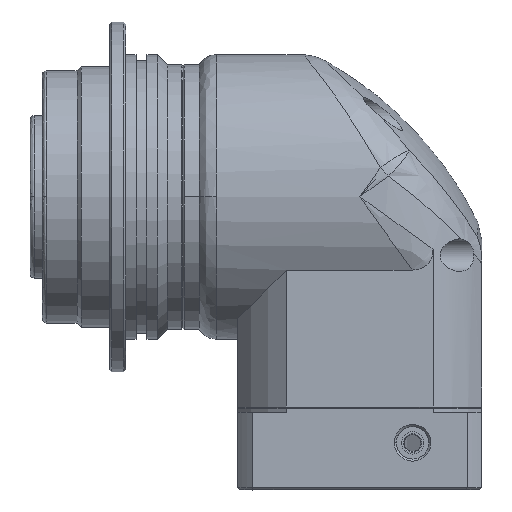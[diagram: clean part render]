
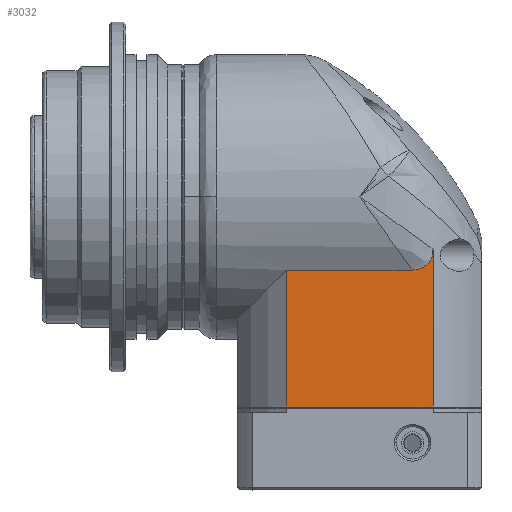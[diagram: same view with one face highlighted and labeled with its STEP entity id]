
A CAD part, top view. The second image highlights one B-rep face of the part: STEP entity #3032.
In plain terms, the highlighted planar face has unit normal (0, 0, 1).
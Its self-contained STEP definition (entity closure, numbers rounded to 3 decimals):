
#193 = EDGE_CURVE ( 'NONE', #13917, #21215, #21486, .T. ) ;
#686 = ORIENTED_EDGE ( 'NONE', *, *, #23152, .T. ) ;
#792 = FACE_OUTER_BOUND ( 'NONE', #17121, .T. ) ;
#1513 = CARTESIAN_POINT ( 'NONE',  ( 27.278, -38.45, 60. ) ) ;
#1574 = DIRECTION ( 'NONE',  ( 1., 0., 0. ) ) ;
#1604 = CARTESIAN_POINT ( 'NONE',  ( -39.25, -4.778, 60. ) ) ;
#1882 = LINE ( 'NONE', #13740, #7018 ) ;
#2026 = EDGE_CURVE ( 'NONE', #10821, #9275, #18365, .T. ) ;
#2708 = EDGE_CURVE ( 'NONE', #21215, #9275, #6357, .T. ) ;
#3032 = ADVANCED_FACE ( 'NONE', ( #792 ), #15176, .T. ) ;
#3233 = ORIENTED_EDGE ( 'NONE', *, *, #2026, .F. ) ;
#3516 = DIRECTION ( 'NONE',  ( 0., -1., 0. ) ) ;
#3590 = CARTESIAN_POINT ( 'NONE',  ( -8.778, -4.29, 60. ) ) ;
#6262 = CARTESIAN_POINT ( 'NONE',  ( 22.127, -4.778, 60. ) ) ;
#6357 = B_SPLINE_CURVE_WITH_KNOTS ( 'NONE', 3,
 ( #8845, #8680, #8615, #8591, #8557, #8473, #8423, #8194, #8172, #8115, #8093, #8056, #8002, #7841, #7775, #7661 ),
 .UNSPECIFIED., .F., .F.,
 ( 4, 2, 2, 2, 2, 2, 2, 4 ),
 ( 0., 0.002, 0.003, 0.004, 0.005, 0.006, 0.007, 0.008 ),
 .UNSPECIFIED. ) ;
#7018 = VECTOR ( 'NONE', #9904, 1000. ) ;
#7661 = CARTESIAN_POINT ( 'NONE',  ( 22.127, -4.778, 60. ) ) ;
#7775 = CARTESIAN_POINT ( 'NONE',  ( 22.473, -4.778, 60. ) ) ;
#7841 = CARTESIAN_POINT ( 'NONE',  ( 22.816, -4.755, 60. ) ) ;
#7904 = DIRECTION ( 'NONE',  ( 0., 1., 0. ) ) ;
#7926 = CARTESIAN_POINT ( 'NONE',  ( 27.278, -4.29, 60. ) ) ;
#8002 = CARTESIAN_POINT ( 'NONE',  ( 23.495, -4.654, 60. ) ) ;
#8056 = CARTESIAN_POINT ( 'NONE',  ( 23.834, -4.575, 60. ) ) ;
#8093 = CARTESIAN_POINT ( 'NONE',  ( 24.486, -4.353, 60. ) ) ;
#8115 = CARTESIAN_POINT ( 'NONE',  ( 24.798, -4.211, 60. ) ) ;
#8172 = CARTESIAN_POINT ( 'NONE',  ( 25.391, -3.851, 60. ) ) ;
#8194 = CARTESIAN_POINT ( 'NONE',  ( 25.661, -3.64, 60. ) ) ;
#8423 = CARTESIAN_POINT ( 'NONE',  ( 26.143, -3.155, 60. ) ) ;
#8473 = CARTESIAN_POINT ( 'NONE',  ( 26.358, -2.877, 60. ) ) ;
#8557 = CARTESIAN_POINT ( 'NONE',  ( 26.711, -2.29, 60. ) ) ;
#8591 = CARTESIAN_POINT ( 'NONE',  ( 26.854, -1.978, 60. ) ) ;
#8615 = CARTESIAN_POINT ( 'NONE',  ( 27.188, -0.994, 60. ) ) ;
#8680 = CARTESIAN_POINT ( 'NONE',  ( 27.277, -0.318, 60. ) ) ;
#8845 = CARTESIAN_POINT ( 'NONE',  ( 27.278, 0.373, 60. ) ) ;
#9275 = VERTEX_POINT ( 'NONE', #6262 ) ;
#9904 = DIRECTION ( 'NONE',  ( 1., 0., 0. ) ) ;
#10123 = EDGE_CURVE ( 'NONE', #10821, #23467, #17007, .T. ) ;
#10821 = VERTEX_POINT ( 'NONE', #18278 ) ;
#11181 = CARTESIAN_POINT ( 'NONE',  ( 27.278, 0.373, 60. ) ) ;
#13509 = AXIS2_PLACEMENT_3D ( 'NONE', #16127, #16200, #16259 ) ;
#13740 = CARTESIAN_POINT ( 'NONE',  ( -4.255, -38.45, 60. ) ) ;
#13917 = VERTEX_POINT ( 'NONE', #1513 ) ;
#14563 = ORIENTED_EDGE ( 'NONE', *, *, #10123, .T. ) ;
#15176 = PLANE ( 'NONE',  #13509 ) ;
#16127 = CARTESIAN_POINT ( 'NONE',  ( -4.255, -4.29, 60. ) ) ;
#16200 = DIRECTION ( 'NONE',  ( 0., 0., 1. ) ) ;
#16259 = DIRECTION ( 'NONE',  ( 1., 0., 0. ) ) ;
#17007 = LINE ( 'NONE', #3590, #17027 ) ;
#17027 = VECTOR ( 'NONE', #3516, 1000. ) ;
#17078 = ORIENTED_EDGE ( 'NONE', *, *, #2708, .T. ) ;
#17121 = EDGE_LOOP ( 'NONE', ( #3233, #14563, #686, #17460, #17078 ) ) ;
#17460 = ORIENTED_EDGE ( 'NONE', *, *, #193, .T. ) ;
#18160 = VECTOR ( 'NONE', #1574, 1000. ) ;
#18278 = CARTESIAN_POINT ( 'NONE',  ( -8.778, -4.778, 60. ) ) ;
#18365 = LINE ( 'NONE', #1604, #18160 ) ;
#21215 = VERTEX_POINT ( 'NONE', #11181 ) ;
#21466 = VECTOR ( 'NONE', #7904, 1000. ) ;
#21486 = LINE ( 'NONE', #7926, #21466 ) ;
#22089 = CARTESIAN_POINT ( 'NONE',  ( -8.778, -38.45, 60. ) ) ;
#23152 = EDGE_CURVE ( 'NONE', #23467, #13917, #1882, .T. ) ;
#23467 = VERTEX_POINT ( 'NONE', #22089 ) ;
